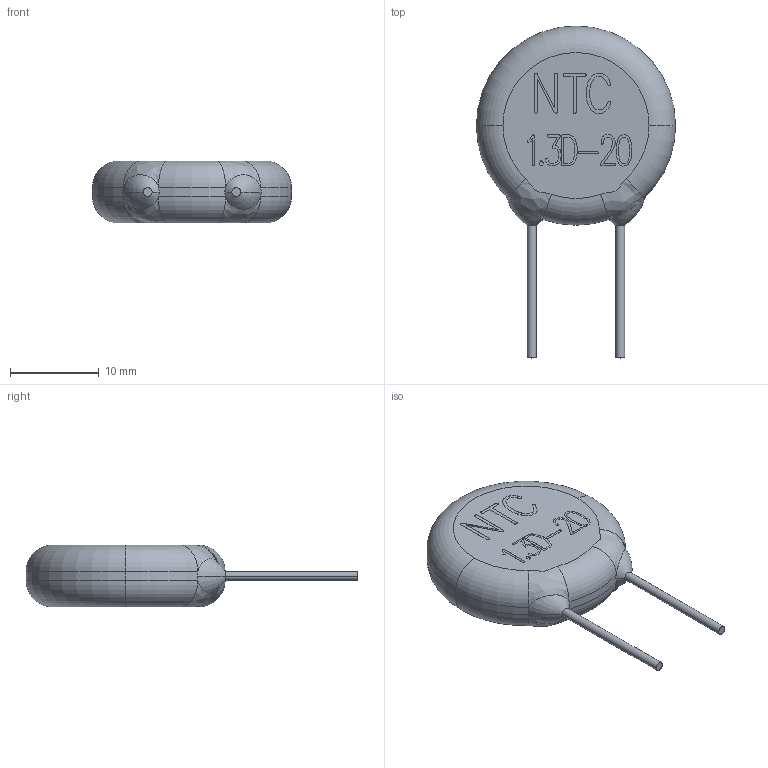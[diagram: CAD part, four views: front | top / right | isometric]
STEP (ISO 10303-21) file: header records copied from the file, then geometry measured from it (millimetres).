
FILE_DESCRIPTION (( 'STEP AP214' ), '1' );
FILE_NAME ('Òåðìèñòîð 1.3D-20.STEP', '2024-07-01T08:27:22', ( '' ), ( '' ), 'SwSTEP 2.0', 'SolidWorks 2021', '' );
FILE_SCHEMA (( 'AUTOMOTIVE_DESIGN' ));
Length unit declared in the file: millimetre
Products named in the file (1): Òåðìèñòîð 1.3D-20
Bounding box: 22.5 x 37.5 x 7 mm (x, y, z)
Volume: 2576 mm3; surface area: 1209.8 mm2
Topology: 1 solids, 1 shells, 295 faces, 827 edges, 546 vertices
Faces by surface type: plane 183, bspline 92, torus 12, cylinder 8
Entity records: 14480 total; most frequent: CARTESIAN_POINT 4485, ORIENTED_EDGE 1654, DIRECTION 1083, EDGE_CURVE 827, VECTOR 595, LINE 595, VERTEX_POINT 546, EDGE_LOOP 307
